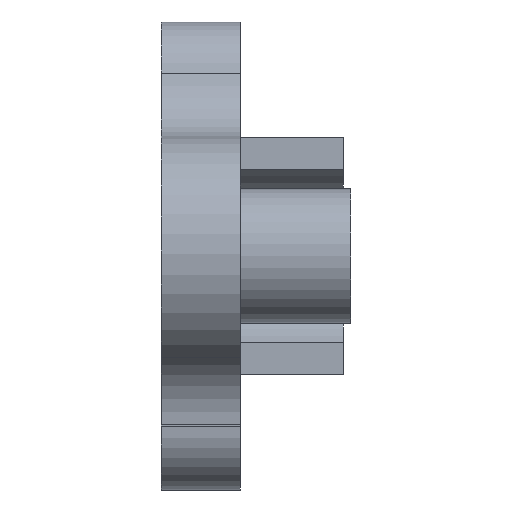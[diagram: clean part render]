
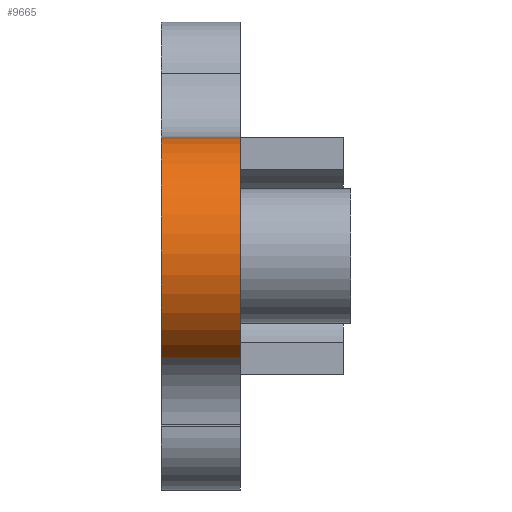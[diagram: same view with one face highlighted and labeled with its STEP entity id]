
A CAD part, left-side view. The second image highlights one B-rep face of the part: STEP entity #9665.
In plain terms, the highlighted cylindrical face has radius 15 mm (diameter 30 mm), a partial arc.
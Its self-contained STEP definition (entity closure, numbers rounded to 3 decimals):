
#37 = DIRECTION ( 'NONE',  ( 0., 0., 1. ) ) ;
#193 = VECTOR ( 'NONE', #9507, 1000. ) ;
#465 = EDGE_CURVE ( 'NONE', #12042, #11891, #1869, .T. ) ;
#635 = CARTESIAN_POINT ( 'NONE',  ( -21.768, 10., -12.783 ) ) ;
#1272 = ORIENTED_EDGE ( 'NONE', *, *, #8519, .T. ) ;
#1869 = LINE ( 'NONE', #7609, #193 ) ;
#2753 = CARTESIAN_POINT ( 'NONE',  ( -21.768, 10., -12.783 ) ) ;
#3125 = CARTESIAN_POINT ( 'NONE',  ( -21.768, 0., -12.783 ) ) ;
#3406 = DIRECTION ( 'NONE',  ( 0., -1., 0. ) ) ;
#3464 = DIRECTION ( 'NONE',  ( 0., 0., -1. ) ) ;
#3626 = DIRECTION ( 'NONE',  ( 0., -1., 0. ) ) ;
#3810 = VERTEX_POINT ( 'NONE', #635 ) ;
#4180 = CARTESIAN_POINT ( 'NONE',  ( -13.92, 10., 0. ) ) ;
#4296 = VERTEX_POINT ( 'NONE', #3125 ) ;
#5209 = CIRCLE ( 'NONE', #11896, 15. ) ;
#5827 = ORIENTED_EDGE ( 'NONE', *, *, #465, .F. ) ;
#5994 = CARTESIAN_POINT ( 'NONE',  ( -13.92, 10., 15. ) ) ;
#6011 = DIRECTION ( 'NONE',  ( 0., 1., 0. ) ) ;
#6029 = CIRCLE ( 'NONE', #6640, 15. ) ;
#6049 = FACE_OUTER_BOUND ( 'NONE', #9794, .T. ) ;
#6640 = AXIS2_PLACEMENT_3D ( 'NONE', #4180, #6011, #7104 ) ;
#6709 = DIRECTION ( 'NONE',  ( 0., 1., 0. ) ) ;
#7079 = CYLINDRICAL_SURFACE ( 'NONE', #11502, 15. ) ;
#7081 = ORIENTED_EDGE ( 'NONE', *, *, #10439, .F. ) ;
#7104 = DIRECTION ( 'NONE',  ( 0., 0., 1. ) ) ;
#7609 = CARTESIAN_POINT ( 'NONE',  ( -13.92, 10., 15. ) ) ;
#8507 = LINE ( 'NONE', #2753, #10095 ) ;
#8519 = EDGE_CURVE ( 'NONE', #4296, #11891, #5209, .T. ) ;
#9507 = DIRECTION ( 'NONE',  ( 0., -1., 0. ) ) ;
#9665 = ADVANCED_FACE ( 'NONE', ( #6049 ), #7079, .T. ) ;
#9794 = EDGE_LOOP ( 'NONE', ( #7081, #11194, #1272, #5827 ) ) ;
#10095 = VECTOR ( 'NONE', #3626, 1000. ) ;
#10177 = CARTESIAN_POINT ( 'NONE',  ( -13.92, 10., 0. ) ) ;
#10439 = EDGE_CURVE ( 'NONE', #3810, #12042, #6029, .T. ) ;
#10773 = CARTESIAN_POINT ( 'NONE',  ( -13.92, 0., 0. ) ) ;
#11194 = ORIENTED_EDGE ( 'NONE', *, *, #11211, .T. ) ;
#11211 = EDGE_CURVE ( 'NONE', #3810, #4296, #8507, .T. ) ;
#11502 = AXIS2_PLACEMENT_3D ( 'NONE', #10177, #3406, #3464 ) ;
#11891 = VERTEX_POINT ( 'NONE', #12473 ) ;
#11896 = AXIS2_PLACEMENT_3D ( 'NONE', #10773, #6709, #37 ) ;
#12042 = VERTEX_POINT ( 'NONE', #5994 ) ;
#12473 = CARTESIAN_POINT ( 'NONE',  ( -13.92, 0., 15. ) ) ;
